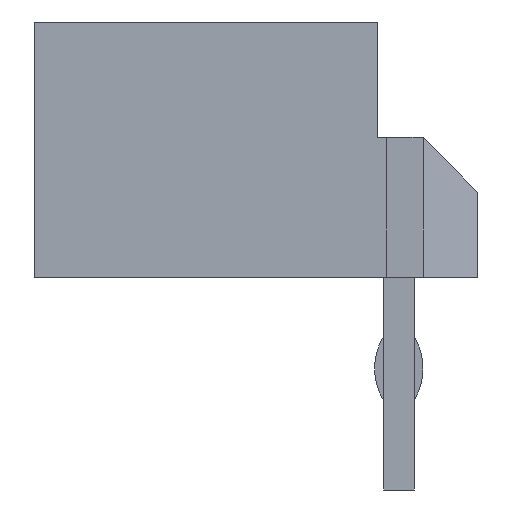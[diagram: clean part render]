
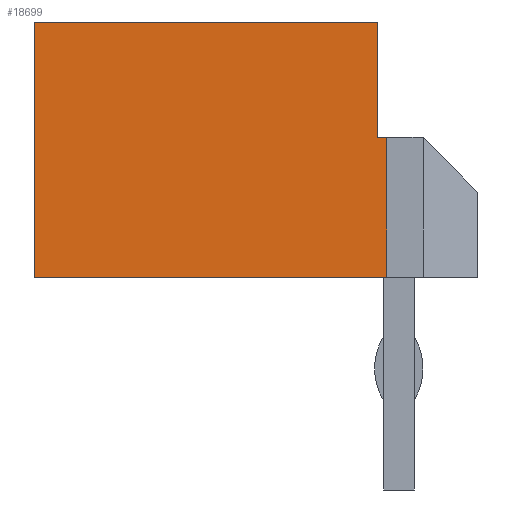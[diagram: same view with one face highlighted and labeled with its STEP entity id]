
A CAD part, left-side view. The second image highlights one B-rep face of the part: STEP entity #18699.
In plain terms, the highlighted planar face has unit normal (-1, 0, 0).
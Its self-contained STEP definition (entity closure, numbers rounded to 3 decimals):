
#368 = PLANE('',#369);
#369 = AXIS2_PLACEMENT_3D('',#370,#371,#372);
#370 = CARTESIAN_POINT('',(26.,-1.3,0.));
#371 = DIRECTION('',(0.,0.,-1.));
#372 = DIRECTION('',(-1.,0.,0.));
#3573 = PLANE('',#3574);
#3574 = AXIS2_PLACEMENT_3D('',#3575,#3576,#3577);
#3575 = CARTESIAN_POINT('',(12.,6.,2.1));
#3576 = DIRECTION('',(0.,1.,0.));
#3577 = DIRECTION('',(-1.,0.,0.));
#6523 = PLANE('',#6524);
#6524 = AXIS2_PLACEMENT_3D('',#6525,#6526,#6527);
#6525 = CARTESIAN_POINT('',(-2.,0.35,2.3));
#6526 = DIRECTION('',(0.,0.,-1.));
#6527 = DIRECTION('',(0.,-1.,0.));
#10999 = VERTEX_POINT('',#11000);
#11000 = CARTESIAN_POINT('',(-2.,0.2,2.3));
#11014 = PLANE('',#11015);
#11015 = AXIS2_PLACEMENT_3D('',#11016,#11017,#11018);
#11016 = CARTESIAN_POINT('',(-2.,0.2,0.));
#11017 = DIRECTION('',(0.,1.,0.));
#11018 = DIRECTION('',(1.,0.,0.));
#11026 = EDGE_CURVE('',#11027,#10999,#11029,.T.);
#11027 = VERTEX_POINT('',#11028);
#11028 = CARTESIAN_POINT('',(-2.,0.35,2.3));
#11029 = SURFACE_CURVE('',#11030,(#11034,#11041),.PCURVE_S1.);
#11030 = LINE('',#11031,#11032);
#11031 = CARTESIAN_POINT('',(-2.,0.35,2.3));
#11032 = VECTOR('',#11033,1.);
#11033 = DIRECTION('',(0.,-1.,0.));
#11034 = PCURVE('',#6523,#11035);
#11035 = DEFINITIONAL_REPRESENTATION('',(#11036),#11040);
#11036 = LINE('',#11037,#11038);
#11037 = CARTESIAN_POINT('',(0.,0.));
#11038 = VECTOR('',#11039,1.);
#11039 = DIRECTION('',(1.,0.));
#11040 = ( GEOMETRIC_REPRESENTATION_CONTEXT(2) 
PARAMETRIC_REPRESENTATION_CONTEXT() REPRESENTATION_CONTEXT('2D SPACE',''
  ) );
#11041 = PCURVE('',#11042,#11047);
#11042 = PLANE('',#11043);
#11043 = AXIS2_PLACEMENT_3D('',#11044,#11045,#11046);
#11044 = CARTESIAN_POINT('',(-2.,-1.3,0.));
#11045 = DIRECTION('',(-1.,0.,0.));
#11046 = DIRECTION('',(0.,0.,1.));
#11047 = DEFINITIONAL_REPRESENTATION('',(#11048),#11052);
#11048 = LINE('',#11049,#11050);
#11049 = CARTESIAN_POINT('',(2.3,1.65));
#11050 = VECTOR('',#11051,1.);
#11051 = DIRECTION('',(0.,-1.));
#11052 = ( GEOMETRIC_REPRESENTATION_CONTEXT(2) 
PARAMETRIC_REPRESENTATION_CONTEXT() REPRESENTATION_CONTEXT('2D SPACE',''
  ) );
#11070 = PLANE('',#11071);
#11071 = AXIS2_PLACEMENT_3D('',#11072,#11073,#11074);
#11072 = CARTESIAN_POINT('',(-2.,0.35,4.2));
#11073 = DIRECTION('',(0.,1.,0.));
#11074 = DIRECTION('',(0.,0.,-1.));
#12736 = PLANE('',#12737);
#12737 = AXIS2_PLACEMENT_3D('',#12738,#12739,#12740);
#12738 = CARTESIAN_POINT('',(-2.,-1.3,4.2));
#12739 = DIRECTION('',(0.,0.,1.));
#12740 = DIRECTION('',(1.,0.,0.));
#18052 = VERTEX_POINT('',#18053);
#18053 = CARTESIAN_POINT('',(-2.,6.,4.2));
#18074 = EDGE_CURVE('',#18075,#18052,#18077,.T.);
#18075 = VERTEX_POINT('',#18076);
#18076 = CARTESIAN_POINT('',(-2.,6.,0.));
#18077 = SURFACE_CURVE('',#18078,(#18082,#18089),.PCURVE_S1.);
#18078 = LINE('',#18079,#18080);
#18079 = CARTESIAN_POINT('',(-2.,6.,0.));
#18080 = VECTOR('',#18081,1.);
#18081 = DIRECTION('',(0.,0.,1.));
#18082 = PCURVE('',#3573,#18083);
#18083 = DEFINITIONAL_REPRESENTATION('',(#18084),#18088);
#18084 = LINE('',#18085,#18086);
#18085 = CARTESIAN_POINT('',(14.,-2.1));
#18086 = VECTOR('',#18087,1.);
#18087 = DIRECTION('',(0.,1.));
#18088 = ( GEOMETRIC_REPRESENTATION_CONTEXT(2) 
PARAMETRIC_REPRESENTATION_CONTEXT() REPRESENTATION_CONTEXT('2D SPACE',''
  ) );
#18089 = PCURVE('',#11042,#18090);
#18090 = DEFINITIONAL_REPRESENTATION('',(#18091),#18095);
#18091 = LINE('',#18092,#18093);
#18092 = CARTESIAN_POINT('',(0.,7.3));
#18093 = VECTOR('',#18094,1.);
#18094 = DIRECTION('',(1.,0.));
#18095 = ( GEOMETRIC_REPRESENTATION_CONTEXT(2) 
PARAMETRIC_REPRESENTATION_CONTEXT() REPRESENTATION_CONTEXT('2D SPACE',''
  ) );
#18361 = VERTEX_POINT('',#18362);
#18362 = CARTESIAN_POINT('',(-2.,0.2,0.));
#18498 = EDGE_CURVE('',#18361,#18075,#18499,.T.);
#18499 = SURFACE_CURVE('',#18500,(#18504,#18511),.PCURVE_S1.);
#18500 = LINE('',#18501,#18502);
#18501 = CARTESIAN_POINT('',(-2.,0.2,0.));
#18502 = VECTOR('',#18503,1.);
#18503 = DIRECTION('',(0.,1.,0.));
#18504 = PCURVE('',#368,#18505);
#18505 = DEFINITIONAL_REPRESENTATION('',(#18506),#18510);
#18506 = LINE('',#18507,#18508);
#18507 = CARTESIAN_POINT('',(28.,1.5));
#18508 = VECTOR('',#18509,1.);
#18509 = DIRECTION('',(0.,1.));
#18510 = ( GEOMETRIC_REPRESENTATION_CONTEXT(2) 
PARAMETRIC_REPRESENTATION_CONTEXT() REPRESENTATION_CONTEXT('2D SPACE',''
  ) );
#18511 = PCURVE('',#11042,#18512);
#18512 = DEFINITIONAL_REPRESENTATION('',(#18513),#18517);
#18513 = LINE('',#18514,#18515);
#18514 = CARTESIAN_POINT('',(0.,1.5));
#18515 = VECTOR('',#18516,1.);
#18516 = DIRECTION('',(0.,1.));
#18517 = ( GEOMETRIC_REPRESENTATION_CONTEXT(2) 
PARAMETRIC_REPRESENTATION_CONTEXT() REPRESENTATION_CONTEXT('2D SPACE',''
  ) );
#18655 = EDGE_CURVE('',#18656,#11027,#18658,.T.);
#18656 = VERTEX_POINT('',#18657);
#18657 = CARTESIAN_POINT('',(-2.,0.35,4.2));
#18658 = SURFACE_CURVE('',#18659,(#18663,#18670),.PCURVE_S1.);
#18659 = LINE('',#18660,#18661);
#18660 = CARTESIAN_POINT('',(-2.,0.35,4.2));
#18661 = VECTOR('',#18662,1.);
#18662 = DIRECTION('',(0.,0.,-1.));
#18663 = PCURVE('',#11070,#18664);
#18664 = DEFINITIONAL_REPRESENTATION('',(#18665),#18669);
#18665 = LINE('',#18666,#18667);
#18666 = CARTESIAN_POINT('',(0.,0.));
#18667 = VECTOR('',#18668,1.);
#18668 = DIRECTION('',(1.,0.));
#18669 = ( GEOMETRIC_REPRESENTATION_CONTEXT(2) 
PARAMETRIC_REPRESENTATION_CONTEXT() REPRESENTATION_CONTEXT('2D SPACE',''
  ) );
#18670 = PCURVE('',#11042,#18671);
#18671 = DEFINITIONAL_REPRESENTATION('',(#18672),#18676);
#18672 = LINE('',#18673,#18674);
#18673 = CARTESIAN_POINT('',(4.2,1.65));
#18674 = VECTOR('',#18675,1.);
#18675 = DIRECTION('',(-1.,0.));
#18676 = ( GEOMETRIC_REPRESENTATION_CONTEXT(2) 
PARAMETRIC_REPRESENTATION_CONTEXT() REPRESENTATION_CONTEXT('2D SPACE',''
  ) );
#18699 = ADVANCED_FACE('',(#18700),#11042,.T.);
#18700 = FACE_BOUND('',#18701,.F.);
#18701 = EDGE_LOOP('',(#18702,#18723,#18724,#18725,#18746,#18747));
#18702 = ORIENTED_EDGE('',*,*,#18703,.F.);
#18703 = EDGE_CURVE('',#18361,#10999,#18704,.T.);
#18704 = SURFACE_CURVE('',#18705,(#18709,#18716),.PCURVE_S1.);
#18705 = LINE('',#18706,#18707);
#18706 = CARTESIAN_POINT('',(-2.,0.2,0.));
#18707 = VECTOR('',#18708,1.);
#18708 = DIRECTION('',(0.,0.,1.));
#18709 = PCURVE('',#11042,#18710);
#18710 = DEFINITIONAL_REPRESENTATION('',(#18711),#18715);
#18711 = LINE('',#18712,#18713);
#18712 = CARTESIAN_POINT('',(0.,1.5));
#18713 = VECTOR('',#18714,1.);
#18714 = DIRECTION('',(1.,0.));
#18715 = ( GEOMETRIC_REPRESENTATION_CONTEXT(2) 
PARAMETRIC_REPRESENTATION_CONTEXT() REPRESENTATION_CONTEXT('2D SPACE',''
  ) );
#18716 = PCURVE('',#11014,#18717);
#18717 = DEFINITIONAL_REPRESENTATION('',(#18718),#18722);
#18718 = LINE('',#18719,#18720);
#18719 = CARTESIAN_POINT('',(0.,0.));
#18720 = VECTOR('',#18721,1.);
#18721 = DIRECTION('',(0.,-1.));
#18722 = ( GEOMETRIC_REPRESENTATION_CONTEXT(2) 
PARAMETRIC_REPRESENTATION_CONTEXT() REPRESENTATION_CONTEXT('2D SPACE',''
  ) );
#18723 = ORIENTED_EDGE('',*,*,#18498,.T.);
#18724 = ORIENTED_EDGE('',*,*,#18074,.T.);
#18725 = ORIENTED_EDGE('',*,*,#18726,.F.);
#18726 = EDGE_CURVE('',#18656,#18052,#18727,.T.);
#18727 = SURFACE_CURVE('',#18728,(#18732,#18739),.PCURVE_S1.);
#18728 = LINE('',#18729,#18730);
#18729 = CARTESIAN_POINT('',(-2.,0.35,4.2));
#18730 = VECTOR('',#18731,1.);
#18731 = DIRECTION('',(0.,1.,0.));
#18732 = PCURVE('',#11042,#18733);
#18733 = DEFINITIONAL_REPRESENTATION('',(#18734),#18738);
#18734 = LINE('',#18735,#18736);
#18735 = CARTESIAN_POINT('',(4.2,1.65));
#18736 = VECTOR('',#18737,1.);
#18737 = DIRECTION('',(0.,1.));
#18738 = ( GEOMETRIC_REPRESENTATION_CONTEXT(2) 
PARAMETRIC_REPRESENTATION_CONTEXT() REPRESENTATION_CONTEXT('2D SPACE',''
  ) );
#18739 = PCURVE('',#12736,#18740);
#18740 = DEFINITIONAL_REPRESENTATION('',(#18741),#18745);
#18741 = LINE('',#18742,#18743);
#18742 = CARTESIAN_POINT('',(0.,1.65));
#18743 = VECTOR('',#18744,1.);
#18744 = DIRECTION('',(0.,1.));
#18745 = ( GEOMETRIC_REPRESENTATION_CONTEXT(2) 
PARAMETRIC_REPRESENTATION_CONTEXT() REPRESENTATION_CONTEXT('2D SPACE',''
  ) );
#18746 = ORIENTED_EDGE('',*,*,#18655,.T.);
#18747 = ORIENTED_EDGE('',*,*,#11026,.T.);
